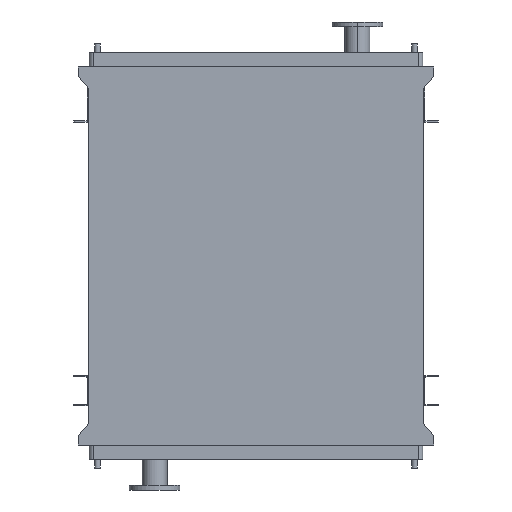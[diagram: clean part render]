
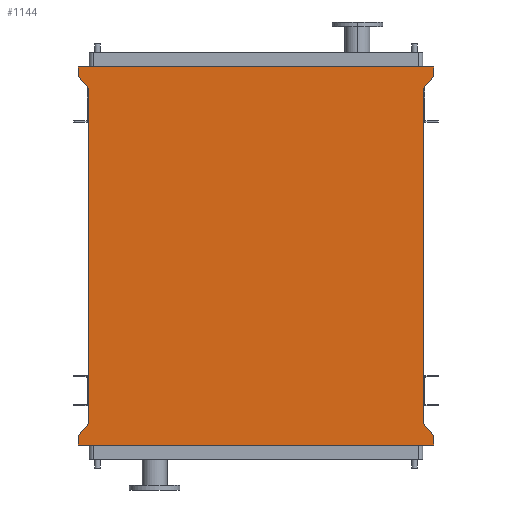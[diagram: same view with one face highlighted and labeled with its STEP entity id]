
A CAD part, front view. The second image highlights one B-rep face of the part: STEP entity #1144.
In plain terms, the highlighted planar face has unit normal (0, -1, 0).
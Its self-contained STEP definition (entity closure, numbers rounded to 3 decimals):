
#102 = CARTESIAN_POINT ( 'NONE',  ( 771., 0., 95. ) ) ;
#118 = CARTESIAN_POINT ( 'NONE',  ( 725., 0., -1450. ) ) ;
#124 = LINE ( 'NONE', #12220, #6835 ) ;
#262 = EDGE_CURVE ( 'NONE', #11504, #894, #11802, .T. ) ;
#273 = CARTESIAN_POINT ( 'NONE',  ( -771., 0., 53. ) ) ;
#312 = VERTEX_POINT ( 'NONE', #12173 ) ;
#454 = AXIS2_PLACEMENT_3D ( 'NONE', #3745, #5837, #3536 ) ;
#488 = VERTEX_POINT ( 'NONE', #3793 ) ;
#584 = EDGE_CURVE ( 'NONE', #4449, #2058, #2423, .T. ) ;
#603 = DIRECTION ( 'NONE',  ( 0.655, 0., -0.755 ) ) ;
#625 = VECTOR ( 'NONE', #1858, 1000. ) ;
#894 = VERTEX_POINT ( 'NONE', #4336 ) ;
#940 = EDGE_CURVE ( 'NONE', #894, #312, #4180, .T. ) ;
#1144 = ADVANCED_FACE ( 'NONE', ( #6967 ), #12383, .T. ) ;
#1379 = ORIENTED_EDGE ( 'NONE', *, *, #2032, .F. ) ;
#1392 = LINE ( 'NONE', #12542, #5485 ) ;
#1617 = ORIENTED_EDGE ( 'NONE', *, *, #8399, .F. ) ;
#1858 = DIRECTION ( 'NONE',  ( 0., 0., 1. ) ) ;
#2021 = EDGE_CURVE ( 'NONE', #12334, #5416, #10404, .T. ) ;
#2032 = EDGE_CURVE ( 'NONE', #6977, #5979, #4431, .T. ) ;
#2044 = EDGE_LOOP ( 'NONE', ( #2263, #5272, #5698, #10266, #10827, #13611, #1379, #7276, #1617, #12280, #6221, #5302 ) ) ;
#2058 = VERTEX_POINT ( 'NONE', #6488 ) ;
#2263 = ORIENTED_EDGE ( 'NONE', *, *, #7950, .T. ) ;
#2347 = DIRECTION ( 'NONE',  ( 0., 0., 1. ) ) ;
#2423 = LINE ( 'NONE', #10288, #8001 ) ;
#2758 = CARTESIAN_POINT ( 'NONE',  ( -771., 0., 95. ) ) ;
#2885 = DIRECTION ( 'NONE',  ( 0.655, 0., 0.755 ) ) ;
#3141 = VERTEX_POINT ( 'NONE', #118 ) ;
#3174 = DIRECTION ( 'NONE',  ( 0., 0., 1. ) ) ;
#3239 = DIRECTION ( 'NONE',  ( 0., 0., -1. ) ) ;
#3536 = DIRECTION ( 'NONE',  ( 0., 0., -1. ) ) ;
#3720 = LINE ( 'NONE', #8078, #12122 ) ;
#3745 = CARTESIAN_POINT ( 'NONE',  ( -725., 0., -1450. ) ) ;
#3791 = EDGE_CURVE ( 'NONE', #5416, #4449, #10912, .T. ) ;
#3793 = CARTESIAN_POINT ( 'NONE',  ( -771., 0., -1503. ) ) ;
#3826 = EDGE_CURVE ( 'NONE', #5523, #12334, #1392, .T. ) ;
#4023 = EDGE_CURVE ( 'NONE', #488, #6977, #6123, .T. ) ;
#4152 = VECTOR ( 'NONE', #11467, 1000. ) ;
#4180 = LINE ( 'NONE', #13020, #12755 ) ;
#4229 = CARTESIAN_POINT ( 'NONE',  ( 771., 0., -1503. ) ) ;
#4336 = CARTESIAN_POINT ( 'NONE',  ( 771., 0., -1545. ) ) ;
#4388 = VECTOR ( 'NONE', #3174, 1000. ) ;
#4431 = LINE ( 'NONE', #10681, #4388 ) ;
#4449 = VERTEX_POINT ( 'NONE', #11938 ) ;
#4791 = DIRECTION ( 'NONE',  ( 0., 0., 1. ) ) ;
#5171 = LINE ( 'NONE', #13082, #625 ) ;
#5236 = VECTOR ( 'NONE', #13199, 1000. ) ;
#5272 = ORIENTED_EDGE ( 'NONE', *, *, #584, .F. ) ;
#5302 = ORIENTED_EDGE ( 'NONE', *, *, #8072, .F. ) ;
#5416 = VERTEX_POINT ( 'NONE', #13008 ) ;
#5456 = EDGE_CURVE ( 'NONE', #5979, #5523, #124, .T. ) ;
#5485 = VECTOR ( 'NONE', #4791, 1000. ) ;
#5523 = VERTEX_POINT ( 'NONE', #273 ) ;
#5698 = ORIENTED_EDGE ( 'NONE', *, *, #3791, .F. ) ;
#5837 = DIRECTION ( 'NONE',  ( 0., -1., 0. ) ) ;
#5979 = VERTEX_POINT ( 'NONE', #9047 ) ;
#6123 = LINE ( 'NONE', #13810, #9340 ) ;
#6221 = ORIENTED_EDGE ( 'NONE', *, *, #262, .F. ) ;
#6488 = CARTESIAN_POINT ( 'NONE',  ( 725., 0., 0. ) ) ;
#6686 = CARTESIAN_POINT ( 'NONE',  ( -771., 0., 95. ) ) ;
#6835 = VECTOR ( 'NONE', #13300, 1000. ) ;
#6860 = CARTESIAN_POINT ( 'NONE',  ( -725., 0., -1450. ) ) ;
#6967 = FACE_OUTER_BOUND ( 'NONE', #2044, .T. ) ;
#6977 = VERTEX_POINT ( 'NONE', #6860 ) ;
#7276 = ORIENTED_EDGE ( 'NONE', *, *, #4023, .F. ) ;
#7950 = EDGE_CURVE ( 'NONE', #3141, #2058, #3720, .T. ) ;
#8001 = VECTOR ( 'NONE', #10085, 1000. ) ;
#8072 = EDGE_CURVE ( 'NONE', #3141, #11504, #11540, .T. ) ;
#8078 = CARTESIAN_POINT ( 'NONE',  ( 725., 0., -1450. ) ) ;
#8399 = EDGE_CURVE ( 'NONE', #312, #488, #5171, .T. ) ;
#9047 = CARTESIAN_POINT ( 'NONE',  ( -725., 0., 0. ) ) ;
#9340 = VECTOR ( 'NONE', #2885, 1000. ) ;
#9621 = VECTOR ( 'NONE', #603, 1000. ) ;
#10085 = DIRECTION ( 'NONE',  ( -0.655, 0., -0.755 ) ) ;
#10266 = ORIENTED_EDGE ( 'NONE', *, *, #2021, .F. ) ;
#10288 = CARTESIAN_POINT ( 'NONE',  ( 771., 0., 53. ) ) ;
#10404 = LINE ( 'NONE', #2758, #4152 ) ;
#10410 = CARTESIAN_POINT ( 'NONE',  ( 771., 0., -1503. ) ) ;
#10681 = CARTESIAN_POINT ( 'NONE',  ( -725., 0., -1450. ) ) ;
#10741 = CARTESIAN_POINT ( 'NONE',  ( 771., 0., -1545. ) ) ;
#10827 = ORIENTED_EDGE ( 'NONE', *, *, #3826, .F. ) ;
#10912 = LINE ( 'NONE', #102, #5236 ) ;
#11467 = DIRECTION ( 'NONE',  ( 1., 0., 0. ) ) ;
#11504 = VERTEX_POINT ( 'NONE', #4229 ) ;
#11540 = LINE ( 'NONE', #10410, #9621 ) ;
#11802 = LINE ( 'NONE', #10741, #12306 ) ;
#11938 = CARTESIAN_POINT ( 'NONE',  ( 771., 0., 53. ) ) ;
#12122 = VECTOR ( 'NONE', #2347, 1000. ) ;
#12173 = CARTESIAN_POINT ( 'NONE',  ( -771., 0., -1545. ) ) ;
#12220 = CARTESIAN_POINT ( 'NONE',  ( -725., 0., 0. ) ) ;
#12280 = ORIENTED_EDGE ( 'NONE', *, *, #940, .F. ) ;
#12306 = VECTOR ( 'NONE', #3239, 1000. ) ;
#12334 = VERTEX_POINT ( 'NONE', #6686 ) ;
#12383 = PLANE ( 'NONE',  #454 ) ;
#12542 = CARTESIAN_POINT ( 'NONE',  ( -771., 0., 53. ) ) ;
#12755 = VECTOR ( 'NONE', #12860, 1000. ) ;
#12860 = DIRECTION ( 'NONE',  ( -1., 0., 0. ) ) ;
#13008 = CARTESIAN_POINT ( 'NONE',  ( 771., 0., 95. ) ) ;
#13020 = CARTESIAN_POINT ( 'NONE',  ( -771., 0., -1545. ) ) ;
#13082 = CARTESIAN_POINT ( 'NONE',  ( -771., 0., -1503. ) ) ;
#13199 = DIRECTION ( 'NONE',  ( 0., 0., -1. ) ) ;
#13300 = DIRECTION ( 'NONE',  ( -0.655, 0., 0.755 ) ) ;
#13611 = ORIENTED_EDGE ( 'NONE', *, *, #5456, .F. ) ;
#13810 = CARTESIAN_POINT ( 'NONE',  ( -725., 0., -1450. ) ) ;
